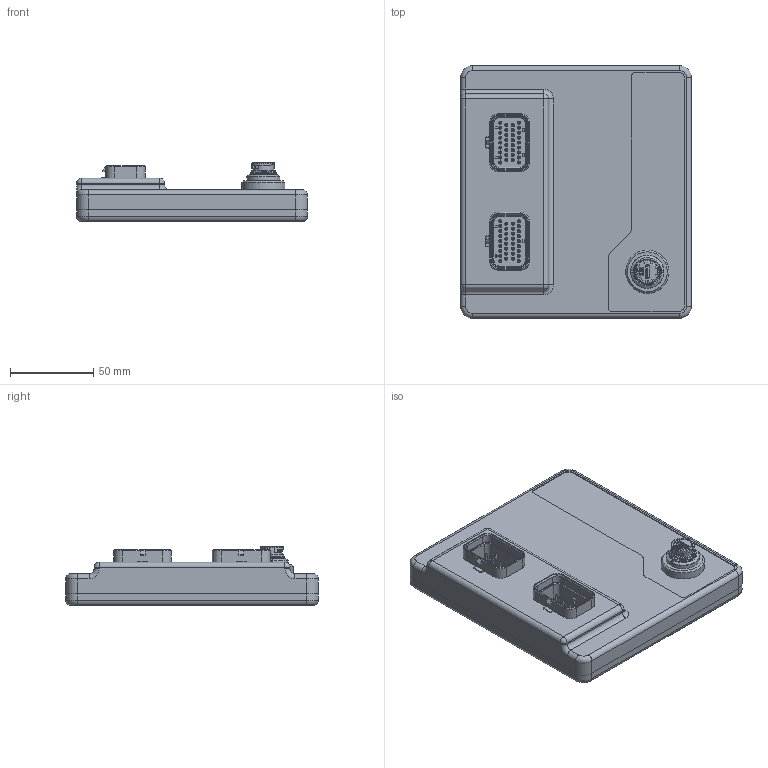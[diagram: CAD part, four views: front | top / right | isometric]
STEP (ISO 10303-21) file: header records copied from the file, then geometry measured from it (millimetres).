
FILE_DESCRIPTION(/* description */ (''),/* implementation_level */ '2;1');
FILE_NAME(/* name */ 'Shadow8_Customer_Model v5.step',/* time_stamp */ '2025-07-16T10:51:38+10:00',/* author */ (''),/* organization */ (''),/* preprocessor_version */ 'ST-DEVELOPER v20.1',/* originating_system */ 'Autodesk Translation Framework v14.10.0.0',/* authorisation */ '');
FILE_SCHEMA (('AUTOMOTIVE_DESIGN { 1 0 10303 214 3 1 1 }'));
Products named in the file (9): Shadow8_Customer_Model; Seal_A; Case; Seal_B; CON_A; CON_B; GT11C200-10; GT11C200-20(S); Component8
Assembly tree (8 placements, depth 2):
  Shadow8_Customer_Model
    Seal_A
    Case
    Seal_B
    CON_A
    CON_B
    GT11C200-10
    GT11C200-20(S)
    Component8
Bounding box: 139 x 152 x 35.42 mm (x, y, z)
Volume: 606310.3 mm3; surface area: 191455.5 mm2
Topology: 46 solids, 47 shells, 2473 faces, 5877 edges, 3680 vertices
Faces by surface type: plane 1254, cylinder 671, torus 243, cone 237, bspline 60, sphere 8
Full cylindrical faces by diameter (mm): 0.6 x24, 1 x136, 2.529 x16, 3 x8, 6.1 x8, 11.6 x2, 11.9 x1, 12.5 x1, 14.6 x1, 15 x1, 15.9 x3, 20 x1, 20.5 x1, 21 x3, 26 x1
Entity records: 85096 total; most frequent: CARTESIAN_POINT 25957, DIRECTION 12850, ORIENTED_EDGE 11746, EDGE_CURVE 5873, AXIS2_PLACEMENT_3D 4659, VERTEX_POINT 3680, LINE 3532, VECTOR 3532
